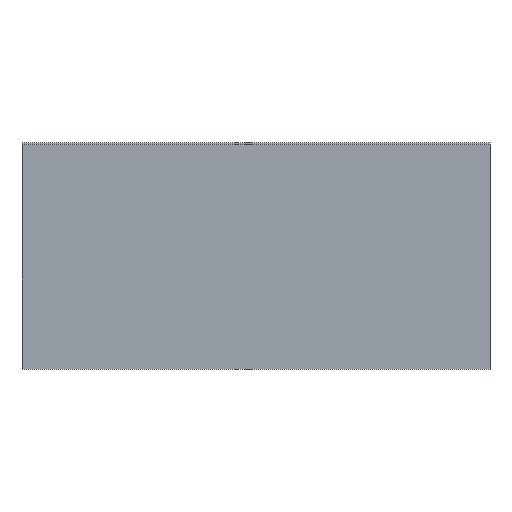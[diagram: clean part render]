
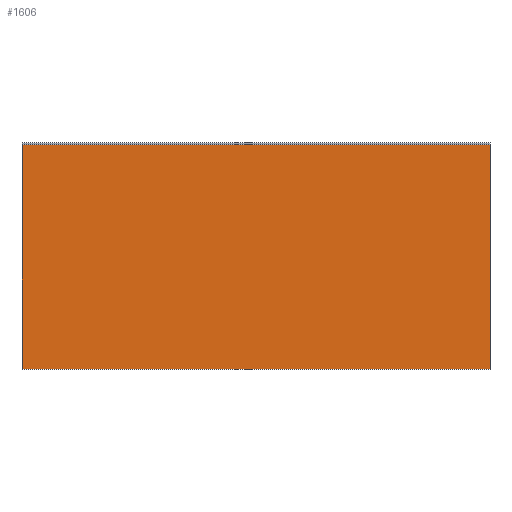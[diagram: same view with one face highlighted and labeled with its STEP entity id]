
A CAD part, front view. The second image highlights one B-rep face of the part: STEP entity #1606.
In plain terms, the highlighted planar face has unit normal (0, -1, 0).
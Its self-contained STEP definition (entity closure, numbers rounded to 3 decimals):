
#75 = CARTESIAN_POINT ( 'NONE',  ( 1200., -25., 570. ) ) ;
#76 = DIRECTION ( 'NONE',  ( -1., 0., 0. ) ) ;
#91 = ORIENTED_EDGE ( 'NONE', *, *, #1917, .F. ) ;
#164 = VECTOR ( 'NONE', #338, 1000. ) ;
#241 = DIRECTION ( 'NONE',  ( 0., 0., -1. ) ) ;
#338 = DIRECTION ( 'NONE',  ( 0., 0., 1. ) ) ;
#364 = ORIENTED_EDGE ( 'NONE', *, *, #1977, .F. ) ;
#374 = VERTEX_POINT ( 'NONE', #1066 ) ;
#475 = VECTOR ( 'NONE', #241, 1000. ) ;
#570 = VECTOR ( 'NONE', #76, 1000. ) ;
#585 = CARTESIAN_POINT ( 'NONE',  ( -1200., -25., 570. ) ) ;
#693 = CARTESIAN_POINT ( 'NONE',  ( -1200., -25., -580. ) ) ;
#749 = CARTESIAN_POINT ( 'NONE',  ( 1200., -25., 573. ) ) ;
#801 = LINE ( 'NONE', #2526, #164 ) ;
#911 = LINE ( 'NONE', #1997, #2496 ) ;
#1066 = CARTESIAN_POINT ( 'NONE',  ( 1200., -25., -580. ) ) ;
#1188 = DIRECTION ( 'NONE',  ( -1., 0., 0. ) ) ;
#1239 = EDGE_CURVE ( 'NONE', #1400, #2096, #1809, .T. ) ;
#1247 = PLANE ( 'NONE',  #1627 ) ;
#1276 = CARTESIAN_POINT ( 'NONE',  ( 0., -25., 0. ) ) ;
#1400 = VERTEX_POINT ( 'NONE', #75 ) ;
#1605 = LINE ( 'NONE', #749, #475 ) ;
#1606 = ADVANCED_FACE ( 'NONE', ( #2558 ), #1247, .F. ) ;
#1627 = AXIS2_PLACEMENT_3D ( 'NONE', #1276, #2745, #2760 ) ;
#1809 = LINE ( 'NONE', #2286, #570 ) ;
#1917 = EDGE_CURVE ( 'NONE', #374, #1963, #911, .T. ) ;
#1963 = VERTEX_POINT ( 'NONE', #693 ) ;
#1977 = EDGE_CURVE ( 'NONE', #1963, #2096, #801, .T. ) ;
#1997 = CARTESIAN_POINT ( 'NONE',  ( 1200., -25., -580. ) ) ;
#2096 = VERTEX_POINT ( 'NONE', #585 ) ;
#2242 = ORIENTED_EDGE ( 'NONE', *, *, #2686, .F. ) ;
#2286 = CARTESIAN_POINT ( 'NONE',  ( 4825.051, -25., 570. ) ) ;
#2290 = EDGE_LOOP ( 'NONE', ( #364, #91, #2242, #2533 ) ) ;
#2496 = VECTOR ( 'NONE', #1188, 1000. ) ;
#2526 = CARTESIAN_POINT ( 'NONE',  ( -1200., -25., 573. ) ) ;
#2533 = ORIENTED_EDGE ( 'NONE', *, *, #1239, .T. ) ;
#2558 = FACE_OUTER_BOUND ( 'NONE', #2290, .T. ) ;
#2686 = EDGE_CURVE ( 'NONE', #1400, #374, #1605, .T. ) ;
#2745 = DIRECTION ( 'NONE',  ( 0., 1., 0. ) ) ;
#2760 = DIRECTION ( 'NONE',  ( 0., 0., -1. ) ) ;
